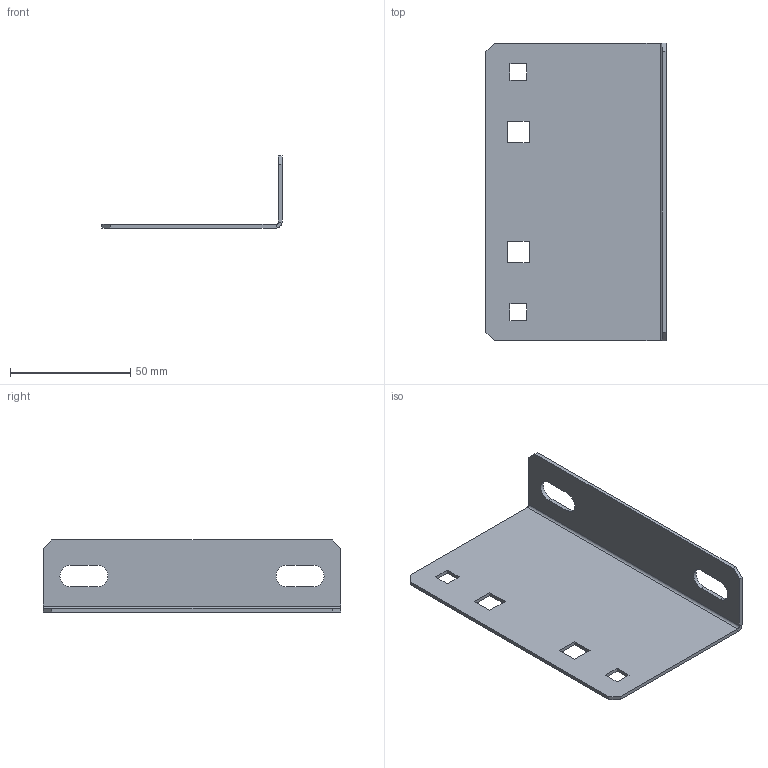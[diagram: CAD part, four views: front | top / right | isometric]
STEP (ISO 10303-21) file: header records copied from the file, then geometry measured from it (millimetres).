
FILE_DESCRIPTION (( 'STEP AP214' ), '1' );
FILE_NAME ('YKV-K-NPE Êðîíøòåéí äëÿ øèí N_PE SMART (êîìï. 2øò.).STEP', '2020-02-19T08:52:12', ( '' ), ( '' ), 'SwSTEP 2.0', 'SolidWorks 2017', '' );
FILE_SCHEMA (( 'AUTOMOTIVE_DESIGN' ));
Length unit declared in the file: millimetre
Products named in the file (1): YKV-K-NPE Êðîíøòåéí äëÿ øèí N_PE SMART (êîìï. 2øò.)
Bounding box: 75 x 124 x 30 mm (x, y, z)
Volume: 18196.7 mm3; surface area: 25273 mm2
Topology: 1 solids, 1 shells, 42 faces, 112 edges, 72 vertices
Faces by surface type: plane 36, cylinder 6
Entity records: 1342 total; most frequent: CARTESIAN_POINT 227, ORIENTED_EDGE 224, DIRECTION 210, EDGE_CURVE 112, LINE 100, VECTOR 100, VERTEX_POINT 72, AXIS2_PLACEMENT_3D 55
